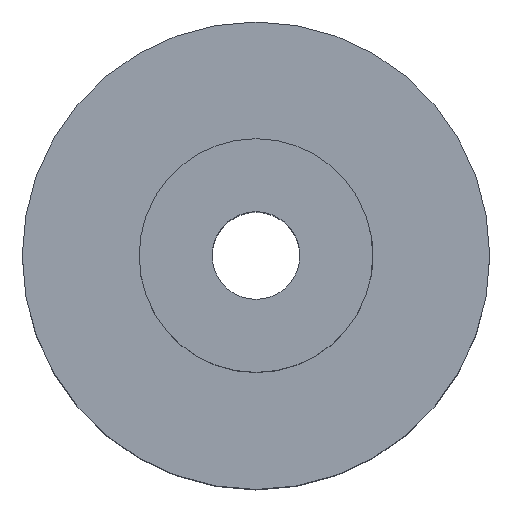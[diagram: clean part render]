
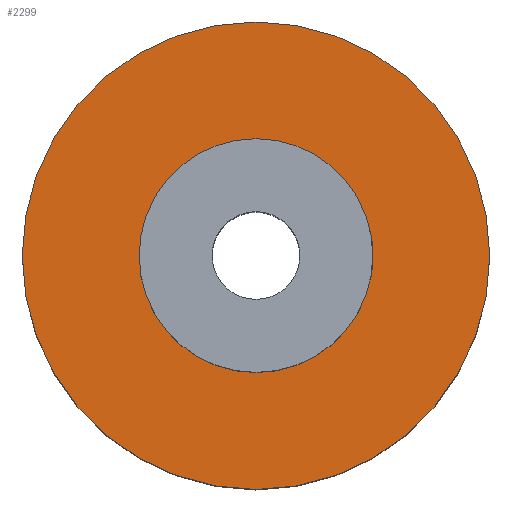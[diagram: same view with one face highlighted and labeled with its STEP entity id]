
A CAD part, top view. The second image highlights one B-rep face of the part: STEP entity #2299.
In plain terms, the highlighted planar face has unit normal (0, 0, 1).
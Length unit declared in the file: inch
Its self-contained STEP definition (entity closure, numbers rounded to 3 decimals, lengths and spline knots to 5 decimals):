
#133 = CARTESIAN_POINT ( 'NONE',  ( 0.5, 0., 0.1875 ) ) ;
#139 = CARTESIAN_POINT ( 'NONE',  ( -0.25, 0., 0.1875 ) ) ;
#141 = CARTESIAN_POINT ( 'NONE',  ( 0.25, 0., 0.1875 ) ) ;
#152 = CARTESIAN_POINT ( 'NONE',  ( -0.5, 0., 0.1875 ) ) ;
#391 = VERTEX_POINT ( 'NONE', #152 ) ;
#402 = VERTEX_POINT ( 'NONE', #141 ) ;
#404 = VERTEX_POINT ( 'NONE', #139 ) ;
#410 = VERTEX_POINT ( 'NONE', #133 ) ;
#515 = DIRECTION ( 'NONE',  ( 1., 0., 0. ) ) ;
#527 = DIRECTION ( 'NONE',  ( 0., 0., 1. ) ) ;
#695 = DIRECTION ( 'NONE',  ( -1., 0., 0. ) ) ;
#696 = DIRECTION ( 'NONE',  ( 0., 0., -1. ) ) ;
#699 = PLANE ( 'NONE',  #2522 ) ;
#700 = CARTESIAN_POINT ( 'NONE',  ( 0., -0.25, 0.1875 ) ) ;
#739 = CARTESIAN_POINT ( 'NONE',  ( 0., 0., 0.1875 ) ) ;
#807 = CARTESIAN_POINT ( 'NONE',  ( 0., 0., 0.1875 ) ) ;
#817 = DIRECTION ( 'NONE',  ( 1., 0., 0. ) ) ;
#818 = DIRECTION ( 'NONE',  ( 0., 0., 1. ) ) ;
#825 = CARTESIAN_POINT ( 'NONE',  ( 0., 0., 0.1875 ) ) ;
#928 = DIRECTION ( 'NONE',  ( 0., 0., 1. ) ) ;
#941 = DIRECTION ( 'NONE',  ( 1., 0., 0. ) ) ;
#1073 = DIRECTION ( 'NONE',  ( 1., 0., 0. ) ) ;
#1074 = DIRECTION ( 'NONE',  ( 0., 0., 1. ) ) ;
#1101 = CARTESIAN_POINT ( 'NONE',  ( 0., 0., 0.1875 ) ) ;
#1495 = ORIENTED_EDGE ( 'NONE', *, *, #1939, .F. ) ;
#1496 = ORIENTED_EDGE ( 'NONE', *, *, #1907, .F. ) ;
#1497 = ORIENTED_EDGE ( 'NONE', *, *, #1897, .T. ) ;
#1498 = ORIENTED_EDGE ( 'NONE', *, *, #2041, .T. ) ;
#1555 = EDGE_LOOP ( 'NONE', ( #1497, #1498 ) ) ;
#1592 = EDGE_LOOP ( 'NONE', ( #1495, #1496 ) ) ;
#1655 = CIRCLE ( 'NONE', #2471, 0.5 ) ;
#1666 = CIRCLE ( 'NONE', #2478, 0.25 ) ;
#1897 = EDGE_CURVE ( 'NONE', #410, #391, #1655, .T. ) ;
#1907 = EDGE_CURVE ( 'NONE', #404, #402, #1666, .T. ) ;
#1939 = EDGE_CURVE ( 'NONE', #402, #404, #2569, .T. ) ;
#2041 = EDGE_CURVE ( 'NONE', #391, #410, #2179, .T. ) ;
#2179 = CIRCLE ( 'NONE', #2506, 0.5 ) ;
#2203 = FACE_BOUND ( 'NONE', #1592, .T. ) ;
#2211 = FACE_OUTER_BOUND ( 'NONE', #1555, .T. ) ;
#2299 = ADVANCED_FACE ( 'NONE', ( #2203, #2211 ), #699, .F. ) ;
#2471 = AXIS2_PLACEMENT_3D ( 'NONE', #807, #928, #941 ) ;
#2478 = AXIS2_PLACEMENT_3D ( 'NONE', #739, #527, #515 ) ;
#2487 = AXIS2_PLACEMENT_3D ( 'NONE', #1101, #1074, #1073 ) ;
#2506 = AXIS2_PLACEMENT_3D ( 'NONE', #825, #818, #817 ) ;
#2522 = AXIS2_PLACEMENT_3D ( 'NONE', #700, #696, #695 ) ;
#2569 = CIRCLE ( 'NONE', #2487, 0.25 ) ;
